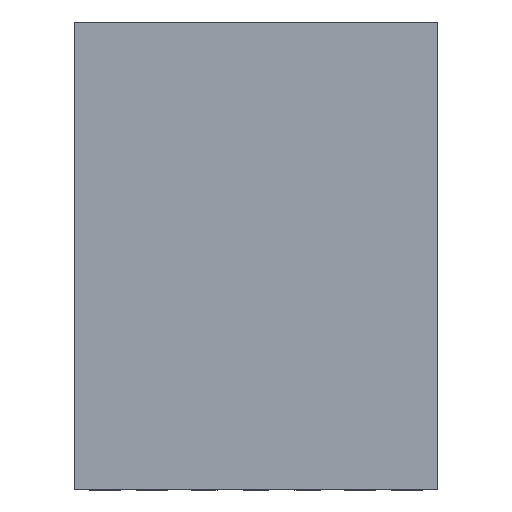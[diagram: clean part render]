
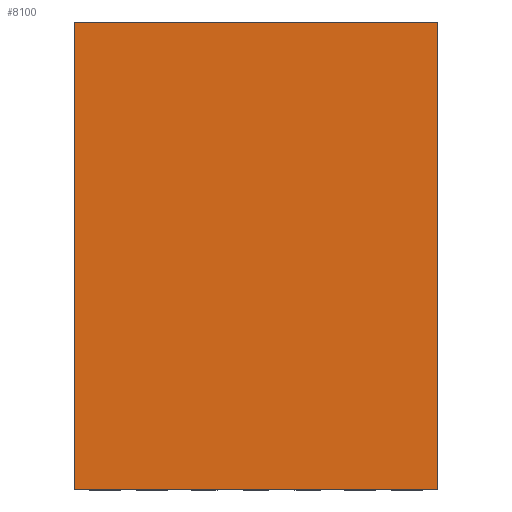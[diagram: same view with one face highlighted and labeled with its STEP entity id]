
A CAD part, top view. The second image highlights one B-rep face of the part: STEP entity #8100.
In plain terms, the highlighted face is planar.
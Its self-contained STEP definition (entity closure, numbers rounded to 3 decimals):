
#6277=DIRECTION('',(0.,0.,1.));
#6278=VECTOR('',#6277,4.5);
#6279=CARTESIAN_POINT('',(-1.75,0.975,-2.25));
#6280=LINE('',#6279,#6278);
#6284=DIRECTION('',(-1.,0.,0.));
#6285=VECTOR('',#6284,3.5);
#6286=CARTESIAN_POINT('',(1.75,0.975,-2.25));
#6287=LINE('',#6286,#6285);
#6291=DIRECTION('',(0.,0.,-1.));
#6292=VECTOR('',#6291,4.5);
#6293=CARTESIAN_POINT('',(1.75,0.975,2.25));
#6294=LINE('',#6293,#6292);
#6298=DIRECTION('',(1.,0.,0.));
#6299=VECTOR('',#6298,3.5);
#6300=CARTESIAN_POINT('',(-1.75,0.975,2.25));
#6301=LINE('',#6300,#6299);
#6907=CARTESIAN_POINT('',(-1.75,0.975,-2.25));
#6908=CARTESIAN_POINT('',(-1.75,0.975,2.25));
#6909=VERTEX_POINT('',#6907);
#6910=VERTEX_POINT('',#6908);
#6911=CARTESIAN_POINT('',(1.75,0.975,2.25));
#6912=VERTEX_POINT('',#6911);
#6913=CARTESIAN_POINT('',(1.75,0.975,-2.25));
#6914=VERTEX_POINT('',#6913);
#8087=CARTESIAN_POINT('',(0.,0.975,0.));
#8088=DIRECTION('',(0.,1.,0.));
#8089=DIRECTION('',(1.,0.,0.));
#8090=AXIS2_PLACEMENT_3D('',#8087,#8088,#8089);
#8091=PLANE('',#8090);
#8092=ORIENTED_EDGE('',*,*,#8017,.F.);
#8093=ORIENTED_EDGE('',*,*,#7656,.F.);
#8095=ORIENTED_EDGE('',*,*,#8094,.F.);
#8097=ORIENTED_EDGE('',*,*,#8096,.F.);
#8098=EDGE_LOOP('',(#8092,#8093,#8095,#8097));
#8099=FACE_OUTER_BOUND('',#8098,.F.);
#7656=EDGE_CURVE('',#6914,#6909,#6287,.T.);
#8017=EDGE_CURVE('',#6909,#6910,#6280,.T.);
#8094=EDGE_CURVE('',#6912,#6914,#6294,.T.);
#8096=EDGE_CURVE('',#6910,#6912,#6301,.T.);
#8100=ADVANCED_FACE('',(#8099),#8091,.T.);
